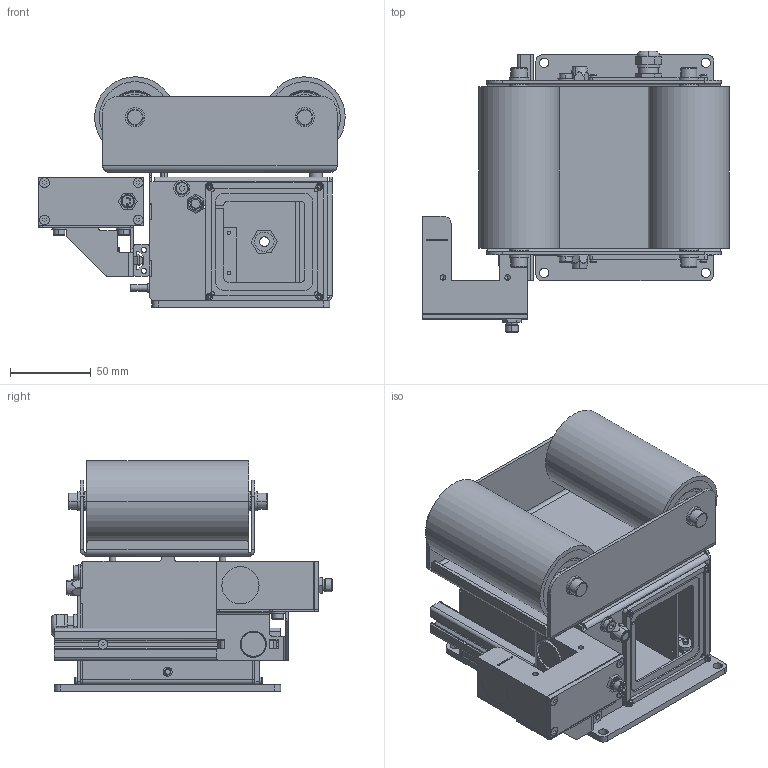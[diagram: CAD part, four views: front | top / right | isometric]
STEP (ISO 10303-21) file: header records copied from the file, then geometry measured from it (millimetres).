
FILE_DESCRIPTION((''),'2;1');
FILE_NAME('091009.1.stp','2009-11-03T06:58:51',(''),(''),'Mechanical Desktop 2007','Mechanical Desktop 2007',', , ');
FILE_SCHEMA(('CONFIG_CONTROL_DESIGN'));
Length unit declared in the file: millimetre
Products named in the file (103): K0910091; K0910092; K0910095; K0910095A; K0901207A; K0901207; DINA3; DINA4VA; K0910096A; K0910096; K0901209|AVE_RENDER; K0901209|AVE_GLOBAL; K0901209|RM_SDB; K0910093; TEIL1; K0103267; KUGELZAPFEN_NIET_8; KUGELPFANNE_8; SCHWEISSMUTTER_PEM_WNS_M4; SCHWEISSMUTTER_PEM_WNS_M4A; SCHWEISSBOLZEN_M4X12A; SCHWEISSBOLZEN_M4X12; TEIL2A; SENKSCHRAUBE_I-6KT_M4X10; SENKSCHRAUBE_I-6KT_M4X10A; K0910094; K0910094A; I-6KT_SCHRAUBE_M5X8_NK; I-6KT_SCHRAUBE_M5X8_NKA; U-SCHEIBE_M5; U-SCHEIBE_M5A; K0901203; K0901204; TEIL1AAA; TEIL2; K0103263; TEIL1A; RILLENKUGELLAGER_6201A; RILLENKUGELLAGER_6201; SICHERUNGSRING_A12A ...
Assembly tree (176 placements, depth 4):
  K0910091
    K0910092
      K0910095
        K0910095A
      K0901207A
        K0901207
        DINA3
        DINA4VA
      K0910096A
        K0910096
      K0901209|AVE_RENDER  x8
      K0901209|AVE_GLOBAL
      K0901209|RM_SDB  x3
    K0910093
      TEIL1
      K0103267
        KUGELZAPFEN_NIET_8
        KUGELPFANNE_8
      SCHWEISSMUTTER_PEM_WNS_M4  x4
        SCHWEISSMUTTER_PEM_WNS_M4A
      SCHWEISSBOLZEN_M4X12A  x2
        SCHWEISSBOLZEN_M4X12
      TEIL2A
    SENKSCHRAUBE_I-6KT_M4X10  x6
      SENKSCHRAUBE_I-6KT_M4X10A
    K0910094
      K0910094A
    I-6KT_SCHRAUBE_M5X8_NK  x3
      I-6KT_SCHRAUBE_M5X8_NKA
    U-SCHEIBE_M5  x3
      U-SCHEIBE_M5A
    K0901203  x2
      K0901204
        TEIL1AAA
        TEIL2  x2
      K0103263
        TEIL1A
      RILLENKUGELLAGER_6201A
        RILLENKUGELLAGER_6201
      SICHERUNGSRING_A12A
        SICHERUNGSRING_A12
    I-6KT_SCHRAUBE_M6X12  x4
      I-6KT_SCHRAUBE_M6X12A
    U-SCHEIBE_M6  x4
      U-SCHEIBE_M6A
    I-6KT_SCHRAUBE_M4X8A  x2
      I-6KT_SCHRAUBE_M4X8
    U-SCHEIBE_M4A  x5
      U-SCHEIBE_M4
    K0910097
      K0910097A
    LINSENBLECHSCHR_ST2_2X6_5A  x8
      LINSENBLECHSCHR_ST2_2X6_5
    K0901215
      K0901215A
    KABELVERSCHRAUBUNG_PG7
      KABELVERSCHRAUBUNG_PG7A
    MINIATUR_RUNDBUCHSE_RSMF_4A  x2
      MINIATUR_RUNDBUCHSE_RSMF_4
    MUTTER_MINIATUR_RUNDBUCHSE_RSMF_4A  x2
Bounding box: 189.49 x 174.1 x 142.5 mm (x, y, z)
Volume: 489852.4 mm3; surface area: 381028 mm2
Topology: 95 solids, 95 shells, 2348 faces, 5993 edges, 3930 vertices
Faces by surface type: plane 1117, cylinder 975, cone 186, torus 48, bspline 17, sphere 5
Entity records: 50460 total; most frequent: CARTESIAN_POINT 10510, DIRECTION 8338, ORIENTED_EDGE 8000, EDGE_CURVE 4000, AXIS2_PLACEMENT_3D 3128, VERTEX_POINT 2610, VECTOR 2082, LINE 2082
